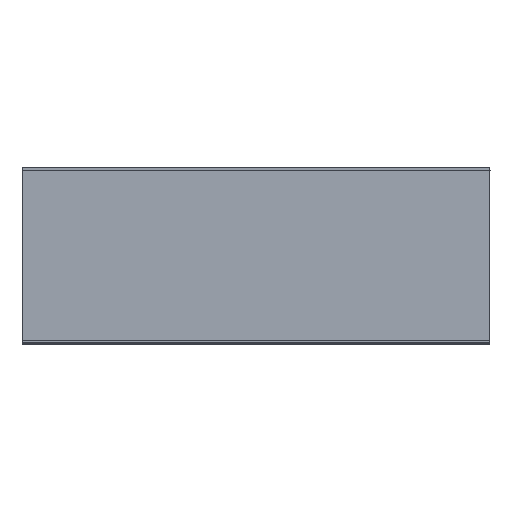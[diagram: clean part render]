
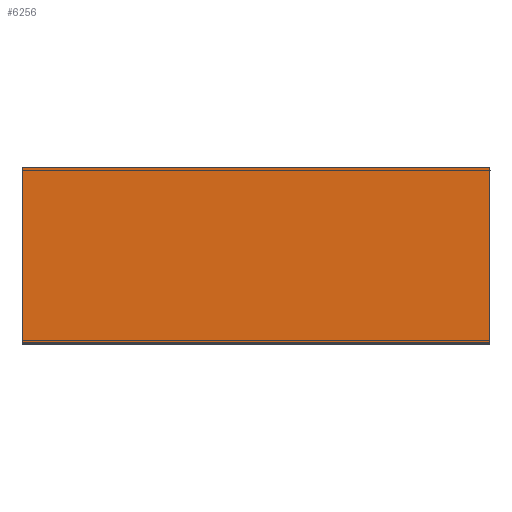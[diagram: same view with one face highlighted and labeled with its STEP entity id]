
A CAD part, top view. The second image highlights one B-rep face of the part: STEP entity #6256.
In plain terms, the highlighted planar face has unit normal (0, 0, 1).
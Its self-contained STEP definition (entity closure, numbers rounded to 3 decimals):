
#285 = LINE ( 'NONE', #4929, #2800 ) ;
#522 = CARTESIAN_POINT ( 'NONE',  ( 0.8, -0.3, 1.6 ) ) ;
#834 = PLANE ( 'NONE',  #4024 ) ;
#895 = CARTESIAN_POINT ( 'NONE',  ( 0.8, 0.3, 1.6 ) ) ;
#898 = LINE ( 'NONE', #3150, #2313 ) ;
#1068 = VECTOR ( 'NONE', #4576, 1000. ) ;
#1117 = DIRECTION ( 'NONE',  ( 0., -1., 0. ) ) ;
#1215 = VERTEX_POINT ( 'NONE', #5792 ) ;
#1647 = EDGE_CURVE ( 'NONE', #6251, #4615, #3574, .T. ) ;
#1759 = EDGE_LOOP ( 'NONE', ( #3654, #5550, #3797, #2426 ) ) ;
#1919 = CARTESIAN_POINT ( 'NONE',  ( -0.8, 0.3, 1.6 ) ) ;
#1937 = EDGE_CURVE ( 'NONE', #4615, #5589, #898, .T. ) ;
#2095 = LINE ( 'NONE', #522, #1068 ) ;
#2313 = VECTOR ( 'NONE', #1117, 1000. ) ;
#2385 = DIRECTION ( 'NONE',  ( 0., 0., -1. ) ) ;
#2426 = ORIENTED_EDGE ( 'NONE', *, *, #1647, .T. ) ;
#2800 = VECTOR ( 'NONE', #4505, 1000. ) ;
#2901 = DIRECTION ( 'NONE',  ( -1., 0., 0. ) ) ;
#3026 = VECTOR ( 'NONE', #3558, 1000. ) ;
#3150 = CARTESIAN_POINT ( 'NONE',  ( -0.8, 0.3, 1.6 ) ) ;
#3520 = FACE_OUTER_BOUND ( 'NONE', #1759, .T. ) ;
#3558 = DIRECTION ( 'NONE',  ( -1., 0., 0. ) ) ;
#3574 = LINE ( 'NONE', #5554, #3026 ) ;
#3654 = ORIENTED_EDGE ( 'NONE', *, *, #1937, .T. ) ;
#3797 = ORIENTED_EDGE ( 'NONE', *, *, #5233, .F. ) ;
#4024 = AXIS2_PLACEMENT_3D ( 'NONE', #895, #2385, #2901 ) ;
#4363 = CARTESIAN_POINT ( 'NONE',  ( -0.8, -0.3, 1.6 ) ) ;
#4505 = DIRECTION ( 'NONE',  ( 0., -1., 0. ) ) ;
#4576 = DIRECTION ( 'NONE',  ( -1., 0., 0. ) ) ;
#4615 = VERTEX_POINT ( 'NONE', #1919 ) ;
#4929 = CARTESIAN_POINT ( 'NONE',  ( 0.8, 0.3, 1.6 ) ) ;
#5068 = EDGE_CURVE ( 'NONE', #1215, #5589, #2095, .T. ) ;
#5233 = EDGE_CURVE ( 'NONE', #6251, #1215, #285, .T. ) ;
#5550 = ORIENTED_EDGE ( 'NONE', *, *, #5068, .F. ) ;
#5554 = CARTESIAN_POINT ( 'NONE',  ( 0.8, 0.3, 1.6 ) ) ;
#5589 = VERTEX_POINT ( 'NONE', #4363 ) ;
#5792 = CARTESIAN_POINT ( 'NONE',  ( 0.8, -0.3, 1.6 ) ) ;
#6251 = VERTEX_POINT ( 'NONE', #6338 ) ;
#6256 = ADVANCED_FACE ( 'NONE', ( #3520 ), #834, .F. ) ;
#6338 = CARTESIAN_POINT ( 'NONE',  ( 0.8, 0.3, 1.6 ) ) ;
